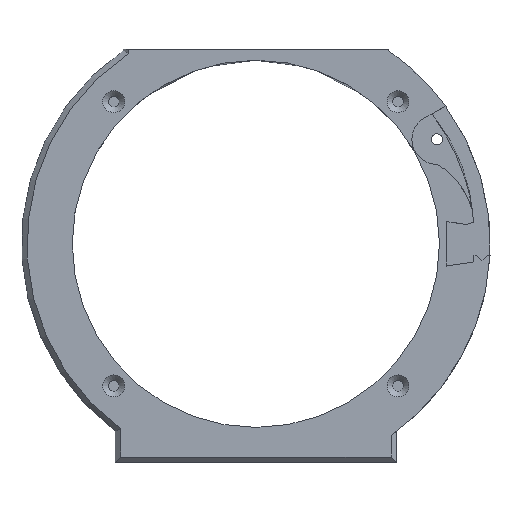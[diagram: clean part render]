
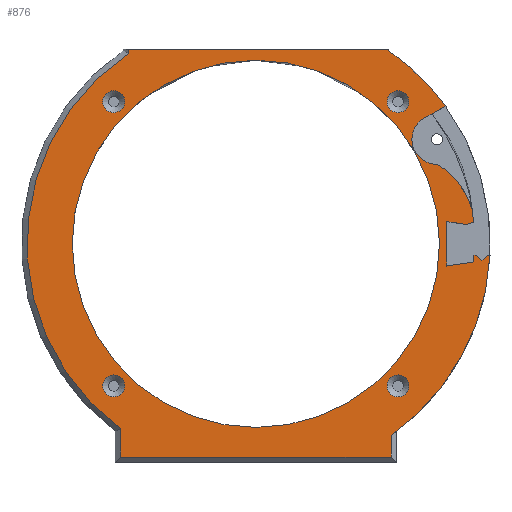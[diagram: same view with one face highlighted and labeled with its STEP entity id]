
A CAD part, top view. The second image highlights one B-rep face of the part: STEP entity #876.
In plain terms, the highlighted planar face has unit normal (0, 0, 1).
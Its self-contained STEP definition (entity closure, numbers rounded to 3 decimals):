
#34=PLANE('',#946);
#66=B_SPLINE_CURVE_WITH_KNOTS('',3,(#2051,#2052,#2053,#2054),
 .UNSPECIFIED.,.F.,.F.,(4,4),(-0.001,0.001),
 .UNSPECIFIED.);
#78=CIRCLE('',#939,3.2);
#81=CIRCLE('',#947,10.2);
#82=CIRCLE('',#948,30.);
#83=CIRCLE('',#949,29.3);
#84=CIRCLE('',#950,30.);
#85=CIRCLE('',#951,1.4);
#86=CIRCLE('',#952,1.4);
#87=CIRCLE('',#953,1.4);
#88=CIRCLE('',#954,1.4);
#89=CIRCLE('',#955,23.5);
#141=ORIENTED_EDGE('',*,*,#352,.T.);
#142=ORIENTED_EDGE('',*,*,#369,.T.);
#143=ORIENTED_EDGE('',*,*,#347,.F.);
#144=ORIENTED_EDGE('',*,*,#363,.T.);
#145=ORIENTED_EDGE('',*,*,#370,.T.);
#146=ORIENTED_EDGE('',*,*,#371,.T.);
#147=ORIENTED_EDGE('',*,*,#372,.F.);
#148=ORIENTED_EDGE('',*,*,#373,.T.);
#149=ORIENTED_EDGE('',*,*,#374,.T.);
#150=ORIENTED_EDGE('',*,*,#375,.T.);
#151=ORIENTED_EDGE('',*,*,#376,.T.);
#152=ORIENTED_EDGE('',*,*,#377,.T.);
#153=ORIENTED_EDGE('',*,*,#378,.T.);
#154=ORIENTED_EDGE('',*,*,#379,.F.);
#155=ORIENTED_EDGE('',*,*,#380,.F.);
#156=ORIENTED_EDGE('',*,*,#381,.T.);
#157=ORIENTED_EDGE('',*,*,#359,.F.);
#158=ORIENTED_EDGE('',*,*,#382,.T.);
#159=ORIENTED_EDGE('',*,*,#383,.F.);
#160=ORIENTED_EDGE('',*,*,#384,.F.);
#161=ORIENTED_EDGE('',*,*,#385,.T.);
#162=ORIENTED_EDGE('',*,*,#368,.F.);
#163=ORIENTED_EDGE('',*,*,#386,.T.);
#164=ORIENTED_EDGE('',*,*,#387,.T.);
#165=ORIENTED_EDGE('',*,*,#388,.T.);
#166=ORIENTED_EDGE('',*,*,#389,.T.);
#167=ORIENTED_EDGE('',*,*,#390,.T.);
#347=EDGE_CURVE('',#465,#462,#78,.T.);
#352=EDGE_CURVE('',#471,#470,#66,.T.);
#359=EDGE_CURVE('',#477,#475,#553,.T.);
#363=EDGE_CURVE('',#465,#479,#557,.T.);
#368=EDGE_CURVE('',#471,#482,#560,.F.);
#369=EDGE_CURVE('',#470,#462,#81,.F.);
#370=EDGE_CURVE('',#479,#483,#82,.F.);
#371=EDGE_CURVE('',#483,#484,#561,.T.);
#372=EDGE_CURVE('',#485,#484,#562,.T.);
#373=EDGE_CURVE('',#485,#486,#563,.T.);
#374=EDGE_CURVE('',#486,#487,#83,.T.);
#375=EDGE_CURVE('',#487,#488,#564,.F.);
#376=EDGE_CURVE('',#488,#489,#565,.T.);
#377=EDGE_CURVE('',#489,#490,#566,.F.);
#378=EDGE_CURVE('',#490,#491,#84,.F.);
#379=EDGE_CURVE('',#492,#491,#567,.T.);
#380=EDGE_CURVE('',#493,#492,#568,.T.);
#381=EDGE_CURVE('',#493,#475,#569,.T.);
#382=EDGE_CURVE('',#477,#494,#570,.T.);
#383=EDGE_CURVE('',#495,#494,#571,.F.);
#384=EDGE_CURVE('',#496,#495,#572,.T.);
#385=EDGE_CURVE('',#496,#482,#573,.T.);
#386=EDGE_CURVE('',#497,#497,#85,.F.);
#387=EDGE_CURVE('',#498,#498,#86,.F.);
#388=EDGE_CURVE('',#499,#499,#87,.F.);
#389=EDGE_CURVE('',#500,#500,#88,.F.);
#390=EDGE_CURVE('',#501,#501,#89,.T.);
#462=VERTEX_POINT('',#1266);
#465=VERTEX_POINT('',#1271);
#470=VERTEX_POINT('',#2050);
#471=VERTEX_POINT('',#2055);
#475=VERTEX_POINT('',#2077);
#477=VERTEX_POINT('',#2081);
#479=VERTEX_POINT('',#2088);
#482=VERTEX_POINT('',#2097);
#483=VERTEX_POINT('',#2103);
#484=VERTEX_POINT('',#2105);
#485=VERTEX_POINT('',#2107);
#486=VERTEX_POINT('',#2109);
#487=VERTEX_POINT('',#2111);
#488=VERTEX_POINT('',#2113);
#489=VERTEX_POINT('',#2115);
#490=VERTEX_POINT('',#2117);
#491=VERTEX_POINT('',#2119);
#492=VERTEX_POINT('',#2121);
#493=VERTEX_POINT('',#2123);
#494=VERTEX_POINT('',#2126);
#495=VERTEX_POINT('',#2128);
#496=VERTEX_POINT('',#2130);
#497=VERTEX_POINT('',#2133);
#498=VERTEX_POINT('',#2135);
#499=VERTEX_POINT('',#2137);
#500=VERTEX_POINT('',#2139);
#501=VERTEX_POINT('',#2141);
#553=LINE('',#2082,#625);
#557=LINE('',#2089,#629);
#560=LINE('',#2099,#632);
#561=LINE('',#2104,#633);
#562=LINE('',#2106,#634);
#563=LINE('',#2108,#635);
#564=LINE('',#2112,#636);
#565=LINE('',#2114,#637);
#566=LINE('',#2116,#638);
#567=LINE('',#2120,#639);
#568=LINE('',#2122,#640);
#569=LINE('',#2124,#641);
#570=LINE('',#2125,#642);
#571=LINE('',#2127,#643);
#572=LINE('',#2129,#644);
#573=LINE('',#2131,#645);
#625=VECTOR('',#1036,1000.);
#629=VECTOR('',#1042,1000.);
#632=VECTOR('',#1053,1000.);
#633=VECTOR('',#1060,1000.);
#634=VECTOR('',#1061,1000.);
#635=VECTOR('',#1062,1000.);
#636=VECTOR('',#1065,1000.);
#637=VECTOR('',#1066,1000.);
#638=VECTOR('',#1067,1000.);
#639=VECTOR('',#1070,1000.);
#640=VECTOR('',#1071,1000.);
#641=VECTOR('',#1072,1000.);
#642=VECTOR('',#1073,1000.);
#643=VECTOR('',#1074,1000.);
#644=VECTOR('',#1075,1000.);
#645=VECTOR('',#1076,1000.);
#699=EDGE_LOOP('',(#141,#142,#143,#144,#145,#146,#147,#148,#149,#150,#151,
#152,#153,#154,#155,#156,#157,#158,#159,#160,#161,#162));
#700=EDGE_LOOP('',(#163));
#701=EDGE_LOOP('',(#164));
#702=EDGE_LOOP('',(#165));
#703=EDGE_LOOP('',(#166));
#704=EDGE_LOOP('',(#167));
#781=FACE_BOUND('',#699,.T.);
#782=FACE_BOUND('',#700,.T.);
#783=FACE_BOUND('',#701,.T.);
#784=FACE_BOUND('',#702,.T.);
#785=FACE_BOUND('',#703,.T.);
#786=FACE_BOUND('',#704,.T.);
#876=ADVANCED_FACE('',(#781,#782,#783,#784,#785,#786),#34,.F.);
#939=AXIS2_PLACEMENT_3D('',#1272,#1029,#1030);
#946=AXIS2_PLACEMENT_3D('',#2100,#1054,#1055);
#947=AXIS2_PLACEMENT_3D('',#2101,#1056,#1057);
#948=AXIS2_PLACEMENT_3D('',#2102,#1058,#1059);
#949=AXIS2_PLACEMENT_3D('',#2110,#1063,#1064);
#950=AXIS2_PLACEMENT_3D('',#2118,#1068,#1069);
#951=AXIS2_PLACEMENT_3D('',#2132,#1077,#1078);
#952=AXIS2_PLACEMENT_3D('',#2134,#1079,#1080);
#953=AXIS2_PLACEMENT_3D('',#2136,#1081,#1082);
#954=AXIS2_PLACEMENT_3D('',#2138,#1083,#1084);
#955=AXIS2_PLACEMENT_3D('',#2140,#1085,#1086);
#1029=DIRECTION('',(0.,0.,1.));
#1030=DIRECTION('',(0.,-1.,0.));
#1036=DIRECTION('',(1.,0.,0.));
#1042=DIRECTION('',(0.866,0.5,0.));
#1053=DIRECTION('',(0.936,0.353,0.));
#1054=DIRECTION('',(0.,0.,-1.));
#1055=DIRECTION('',(-0.044,0.999,0.));
#1056=DIRECTION('',(0.,0.,-1.));
#1057=DIRECTION('',(0.,1.,0.));
#1058=DIRECTION('',(0.,0.,-1.));
#1059=DIRECTION('',(0.,1.,0.));
#1060=DIRECTION('',(0.,1.,0.));
#1061=DIRECTION('',(1.,0.,0.));
#1062=DIRECTION('',(0.,-1.,0.));
#1063=DIRECTION('',(0.,0.,1.));
#1064=DIRECTION('',(1.,0.,0.));
#1065=DIRECTION('',(0.,1.,0.));
#1066=DIRECTION('',(1.,0.,0.));
#1067=DIRECTION('',(0.,-1.,0.));
#1068=DIRECTION('',(0.,0.,-1.));
#1069=DIRECTION('',(0.,1.,0.));
#1070=DIRECTION('',(1.,0.,0.));
#1071=DIRECTION('',(0.707,0.707,0.));
#1072=DIRECTION('',(-0.707,0.707,0.));
#1073=DIRECTION('',(0.,-1.,0.));
#1074=DIRECTION('',(-0.989,-0.148,0.));
#1075=DIRECTION('',(0.,-1.,0.));
#1076=DIRECTION('',(0.989,-0.148,0.));
#1077=DIRECTION('',(0.,0.,1.));
#1078=DIRECTION('',(1.,0.,0.));
#1079=DIRECTION('',(0.,0.,1.));
#1080=DIRECTION('',(1.,0.,0.));
#1081=DIRECTION('',(0.,0.,1.));
#1082=DIRECTION('',(1.,0.,0.));
#1083=DIRECTION('',(0.,0.,1.));
#1084=DIRECTION('',(1.,0.,0.));
#1085=DIRECTION('',(0.,0.,-1.));
#1086=DIRECTION('',(0.,1.,0.));
#1266=CARTESIAN_POINT('',(23.268,10.177,5.25));
#1271=CARTESIAN_POINT('',(21.103,15.821,5.25));
#1272=CARTESIAN_POINT('',(23.166,13.375,5.25));
#2050=CARTESIAN_POINT('',(27.713,4.233,5.25));
#2051=CARTESIAN_POINT('',(27.838,2.794,5.25));
#2052=CARTESIAN_POINT('',(27.801,3.275,5.25));
#2053=CARTESIAN_POINT('',(27.768,3.757,5.25));
#2054=CARTESIAN_POINT('',(27.713,4.233,5.25));
#2055=CARTESIAN_POINT('',(27.838,2.794,5.25));
#2077=CARTESIAN_POINT('',(28.234,-1.448,5.25));
#2081=CARTESIAN_POINT('',(27.917,-1.448,5.25));
#2082=CARTESIAN_POINT('',(27.927,-1.448,5.25));
#2088=CARTESIAN_POINT('',(24.264,17.646,5.25));
#2089=CARTESIAN_POINT('',(23.876,17.422,5.25));
#2097=CARTESIAN_POINT('',(26.976,2.469,5.25));
#2099=CARTESIAN_POINT('',(-122.998,-54.109,5.25));
#2100=CARTESIAN_POINT('',(1.377,36.772,5.25));
#2101=CARTESIAN_POINT('',(17.882,1.515,5.25));
#2102=CARTESIAN_POINT('',(0.002,0.002,5.25));
#2103=CARTESIAN_POINT('',(17.002,24.72,5.25));
#2104=CARTESIAN_POINT('',(17.002,0.002,5.25));
#2105=CARTESIAN_POINT('',(17.002,24.892,5.25));
#2106=CARTESIAN_POINT('',(3.002,24.892,5.25));
#2107=CARTESIAN_POINT('',(-16.298,24.892,5.25));
#2108=CARTESIAN_POINT('',(-16.298,24.72,5.25));
#2109=CARTESIAN_POINT('',(-16.298,24.349,5.25));
#2110=CARTESIAN_POINT('',(0.002,0.002,5.25));
#2111=CARTESIAN_POINT('',(-17.298,-23.645,5.25));
#2112=CARTESIAN_POINT('',(-17.298,150.,5.25));
#2113=CARTESIAN_POINT('',(-17.298,-27.298,5.25));
#2114=CARTESIAN_POINT('',(-199.998,-27.298,5.25));
#2115=CARTESIAN_POINT('',(17.302,-27.298,5.25));
#2116=CARTESIAN_POINT('',(17.302,150.,5.25));
#2117=CARTESIAN_POINT('',(17.302,-24.507,5.25));
#2118=CARTESIAN_POINT('',(0.002,0.002,5.25));
#2119=CARTESIAN_POINT('',(29.966,-1.448,5.25));
#2120=CARTESIAN_POINT('',(27.927,-1.448,5.25));
#2121=CARTESIAN_POINT('',(29.649,-1.448,5.25));
#2122=CARTESIAN_POINT('',(29.582,-1.514,5.25));
#2123=CARTESIAN_POINT('',(28.941,-2.155,5.25));
#2124=CARTESIAN_POINT('',(28.565,-1.779,5.25));
#2125=CARTESIAN_POINT('',(27.917,0.002,5.25));
#2126=CARTESIAN_POINT('',(27.917,-2.326,5.25));
#2127=CARTESIAN_POINT('',(-172.77,-32.299,5.25));
#2128=CARTESIAN_POINT('',(24.444,-2.845,5.25));
#2129=CARTESIAN_POINT('',(24.444,-0.5,5.25));
#2130=CARTESIAN_POINT('',(24.444,2.847,5.25));
#2131=CARTESIAN_POINT('',(26.261,2.576,5.25));
#2132=CARTESIAN_POINT('',(-18.189,-18.188,5.25));
#2133=CARTESIAN_POINT('',(-16.789,-18.188,5.25));
#2134=CARTESIAN_POINT('',(-18.189,18.192,5.25));
#2135=CARTESIAN_POINT('',(-16.789,18.192,5.25));
#2136=CARTESIAN_POINT('',(18.192,18.192,5.25));
#2137=CARTESIAN_POINT('',(19.592,18.192,5.25));
#2138=CARTESIAN_POINT('',(18.192,-18.188,5.25));
#2139=CARTESIAN_POINT('',(19.592,-18.188,5.25));
#2140=CARTESIAN_POINT('',(0.,0.,5.25));
#2141=CARTESIAN_POINT('',(0.,23.5,5.25));
